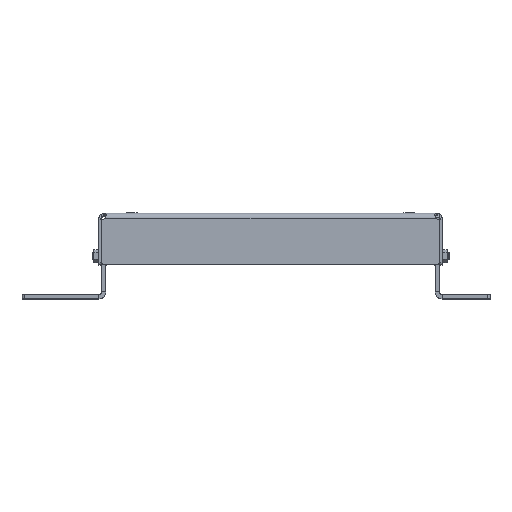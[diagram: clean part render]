
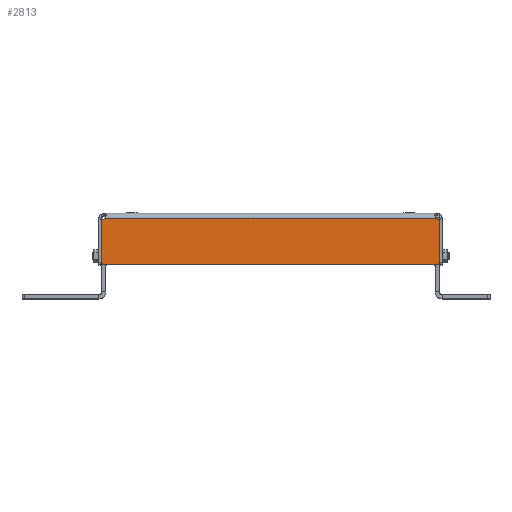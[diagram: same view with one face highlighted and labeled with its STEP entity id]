
A CAD part, top view. The second image highlights one B-rep face of the part: STEP entity #2813.
In plain terms, the highlighted planar face has unit normal (0, 0, 1).
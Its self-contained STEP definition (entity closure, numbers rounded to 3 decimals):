
#331 = CARTESIAN_POINT ( 'NONE',  ( 198.5, -6., 119.966 ) ) ;
#576 = FACE_OUTER_BOUND ( 'NONE', #9704, .T. ) ;
#881 = VERTEX_POINT ( 'NONE', #18371 ) ;
#910 = DIRECTION ( 'NONE',  ( 0., 0., -1. ) ) ;
#954 = LINE ( 'NONE', #21526, #5054 ) ;
#1970 = VERTEX_POINT ( 'NONE', #8023 ) ;
#2813 = ADVANCED_FACE ( 'NONE', ( #576 ), #19671, .F. ) ;
#3031 = EDGE_CURVE ( 'NONE', #1970, #4016, #7296, .T. ) ;
#3158 = LINE ( 'NONE', #11559, #7511 ) ;
#3954 = ORIENTED_EDGE ( 'NONE', *, *, #5359, .T. ) ;
#4016 = VERTEX_POINT ( 'NONE', #20938 ) ;
#4262 = DIRECTION ( 'NONE',  ( 0., 0., -1. ) ) ;
#4644 = ORIENTED_EDGE ( 'NONE', *, *, #15215, .T. ) ;
#4645 = VECTOR ( 'NONE', #19677, 1000. ) ;
#4787 = CARTESIAN_POINT ( 'NONE',  ( -197.5, -7.466, 119.966 ) ) ;
#4883 = VECTOR ( 'NONE', #5488, 1000. ) ;
#5054 = VECTOR ( 'NONE', #6778, 1000. ) ;
#5359 = EDGE_CURVE ( 'NONE', #16030, #881, #18218, .T. ) ;
#5488 = DIRECTION ( 'NONE',  ( 1., 0., 0. ) ) ;
#5729 = DIRECTION ( 'NONE',  ( 0., 1., 0. ) ) ;
#6025 = AXIS2_PLACEMENT_3D ( 'NONE', #17385, #10716, #14224 ) ;
#6367 = AXIS2_PLACEMENT_3D ( 'NONE', #21722, #7875, #19804 ) ;
#6778 = DIRECTION ( 'NONE',  ( 0., 1., 0. ) ) ;
#7296 = LINE ( 'NONE', #331, #4883 ) ;
#7511 = VECTOR ( 'NONE', #21823, 1000. ) ;
#7544 = LINE ( 'NONE', #19465, #4645 ) ;
#7729 = CARTESIAN_POINT ( 'NONE',  ( 197.5, -2.466, 119.966 ) ) ;
#7751 = DIRECTION ( 'NONE',  ( 0., 1., 0. ) ) ;
#7875 = DIRECTION ( 'NONE',  ( 0., 0., 1. ) ) ;
#7930 = AXIS2_PLACEMENT_3D ( 'NONE', #15979, #16199, #5729 ) ;
#8023 = CARTESIAN_POINT ( 'NONE',  ( -193.963, -6., 119.966 ) ) ;
#8574 = CARTESIAN_POINT ( 'NONE',  ( 194.5, -60.466, 119.966 ) ) ;
#8721 = ORIENTED_EDGE ( 'NONE', *, *, #3031, .F. ) ;
#8947 = VERTEX_POINT ( 'NONE', #21625 ) ;
#9704 = EDGE_LOOP ( 'NONE', ( #14340, #12534, #4644, #16647, #8721, #19512, #9944, #3954 ) ) ;
#9944 = ORIENTED_EDGE ( 'NONE', *, *, #20905, .T. ) ;
#10060 = CIRCLE ( 'NONE', #7930, 3. ) ;
#10377 = CIRCLE ( 'NONE', #19382, 5. ) ;
#10716 = DIRECTION ( 'NONE',  ( 0., 0., -1. ) ) ;
#11084 = DIRECTION ( 'NONE',  ( 0., 1., 0. ) ) ;
#11103 = CARTESIAN_POINT ( 'NONE',  ( 198.5, -2.466, 119.966 ) ) ;
#11559 = CARTESIAN_POINT ( 'NONE',  ( -197.5, -7.466, 119.966 ) ) ;
#12534 = ORIENTED_EDGE ( 'NONE', *, *, #15714, .T. ) ;
#12961 = EDGE_CURVE ( 'NONE', #1970, #16928, #20016, .T. ) ;
#14224 = DIRECTION ( 'NONE',  ( 0., 1., 0. ) ) ;
#14340 = ORIENTED_EDGE ( 'NONE', *, *, #20749, .T. ) ;
#15165 = VERTEX_POINT ( 'NONE', #21410 ) ;
#15215 = EDGE_CURVE ( 'NONE', #8947, #15165, #954, .T. ) ;
#15714 = EDGE_CURVE ( 'NONE', #21528, #8947, #10060, .T. ) ;
#15979 = CARTESIAN_POINT ( 'NONE',  ( 194.5, -57.466, 119.966 ) ) ;
#16030 = VERTEX_POINT ( 'NONE', #17640 ) ;
#16199 = DIRECTION ( 'NONE',  ( 0., 0., 1. ) ) ;
#16647 = ORIENTED_EDGE ( 'NONE', *, *, #21069, .T. ) ;
#16928 = VERTEX_POINT ( 'NONE', #4787 ) ;
#17385 = CARTESIAN_POINT ( 'NONE',  ( -197.5, -2.466, 119.966 ) ) ;
#17640 = CARTESIAN_POINT ( 'NONE',  ( -197.5, -57.466, 119.966 ) ) ;
#18218 = CIRCLE ( 'NONE', #6367, 3. ) ;
#18371 = CARTESIAN_POINT ( 'NONE',  ( -194.5, -60.466, 119.966 ) ) ;
#19382 = AXIS2_PLACEMENT_3D ( 'NONE', #7729, #4262, #11084 ) ;
#19465 = CARTESIAN_POINT ( 'NONE',  ( -197.5, -60.466, 119.966 ) ) ;
#19512 = ORIENTED_EDGE ( 'NONE', *, *, #12961, .T. ) ;
#19671 = PLANE ( 'NONE',  #20351 ) ;
#19677 = DIRECTION ( 'NONE',  ( 1., 0., 0. ) ) ;
#19804 = DIRECTION ( 'NONE',  ( 0., 1., 0. ) ) ;
#20016 = CIRCLE ( 'NONE', #6025, 5. ) ;
#20351 = AXIS2_PLACEMENT_3D ( 'NONE', #11103, #910, #7751 ) ;
#20749 = EDGE_CURVE ( 'NONE', #881, #21528, #7544, .T. ) ;
#20905 = EDGE_CURVE ( 'NONE', #16928, #16030, #3158, .T. ) ;
#20938 = CARTESIAN_POINT ( 'NONE',  ( 193.963, -6., 119.966 ) ) ;
#21069 = EDGE_CURVE ( 'NONE', #15165, #4016, #10377, .T. ) ;
#21410 = CARTESIAN_POINT ( 'NONE',  ( 197.5, -7.466, 119.966 ) ) ;
#21526 = CARTESIAN_POINT ( 'NONE',  ( 197.5, -60.466, 119.966 ) ) ;
#21528 = VERTEX_POINT ( 'NONE', #8574 ) ;
#21625 = CARTESIAN_POINT ( 'NONE',  ( 197.5, -57.466, 119.966 ) ) ;
#21722 = CARTESIAN_POINT ( 'NONE',  ( -194.5, -57.466, 119.966 ) ) ;
#21823 = DIRECTION ( 'NONE',  ( 0., -1., 0. ) ) ;
